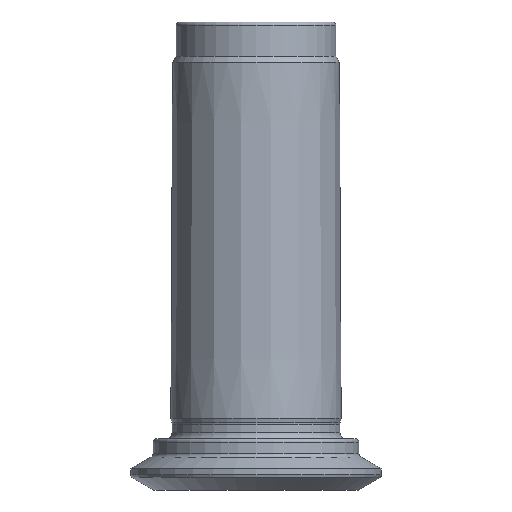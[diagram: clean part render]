
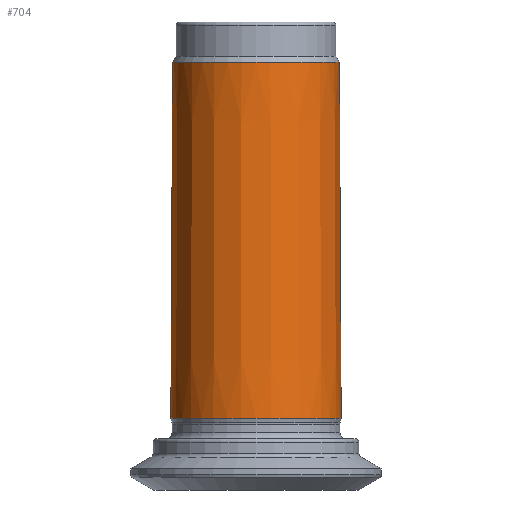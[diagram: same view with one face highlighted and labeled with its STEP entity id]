
A CAD part, front view. The second image highlights one B-rep face of the part: STEP entity #704.
In plain terms, the highlighted conical face has half-angle 0.286 degrees and reference radius 7.461 mm.
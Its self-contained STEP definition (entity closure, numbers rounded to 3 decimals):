
#71=CONICAL_SURFACE('',#982,7.461,0.005);
#154=ORIENTED_EDGE('',*,*,#246,.F.);
#155=ORIENTED_EDGE('',*,*,#247,.T.);
#246=EDGE_CURVE('',#320,#320,#386,.T.);
#247=EDGE_CURVE('',#321,#321,#387,.T.);
#320=VERTEX_POINT('',#1294);
#321=VERTEX_POINT('',#1297);
#386=CIRCLE('',#928,7.305);
#387=CIRCLE('',#930,7.461);
#500=EDGE_LOOP('',(#154));
#501=EDGE_LOOP('',(#155));
#610=FACE_BOUND('',#500,.T.);
#611=FACE_BOUND('',#501,.T.);
#704=ADVANCED_FACE('',(#610,#611),#71,.T.);
#928=AXIS2_PLACEMENT_3D('',#1293,#1051,#1052);
#930=AXIS2_PLACEMENT_3D('',#1296,#1055,#1056);
#982=AXIS2_PLACEMENT_3D('',#1374,#1159,#1160);
#1051=DIRECTION('',(0.,0.,1.));
#1052=DIRECTION('',(1.,0.,0.));
#1055=DIRECTION('',(0.,0.,1.));
#1056=DIRECTION('',(1.,0.,0.));
#1159=DIRECTION('',(0.,0.,-1.));
#1160=DIRECTION('',(-1.,0.,0.));
#1293=CARTESIAN_POINT('',(0.,0.,37.472));
#1294=CARTESIAN_POINT('',(7.305,0.,37.472));
#1296=CARTESIAN_POINT('',(0.,0.,6.269));
#1297=CARTESIAN_POINT('',(7.461,0.,6.269));
#1374=CARTESIAN_POINT('',(0.,0.,6.269));
